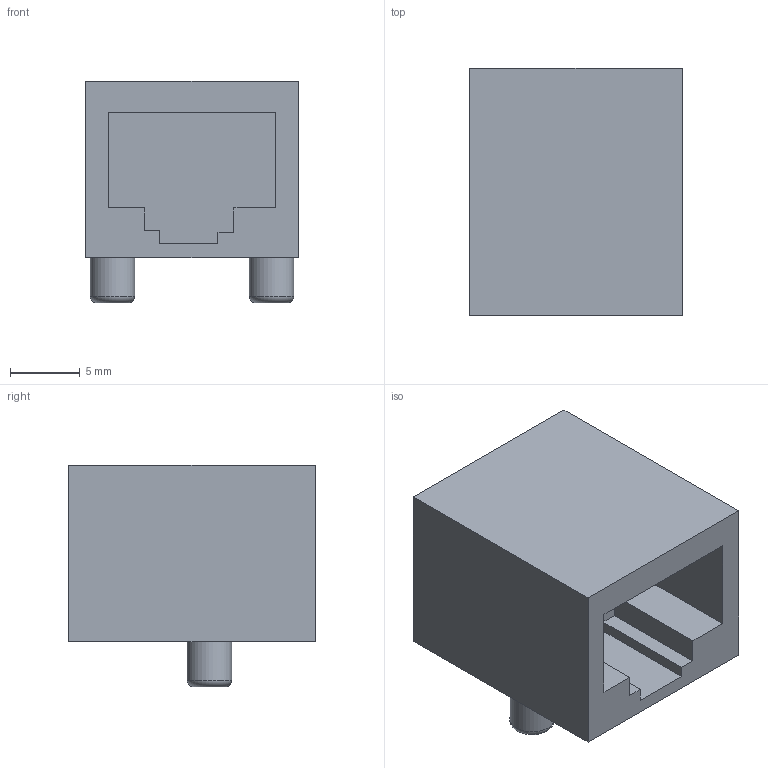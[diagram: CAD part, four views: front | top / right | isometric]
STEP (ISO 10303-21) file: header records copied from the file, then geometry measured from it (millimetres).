
FILE_DESCRIPTION(('FreeCAD Model'),'2;1');
FILE_NAME('54602-908LF.step','2019-08-11T21:45:54',('Author'),( ''),'Open CASCADE STEP processor 7.3','FreeCAD','Unknown');
FILE_SCHEMA(('AUTOMOTIVE_DESIGN { 1 0 10303 214 1 1 1 1 }'));
Length unit declared in the file: millimetre
Products named in the file (1): Fillet001
Bounding box: 15.3 x 17.74 x 15.95 mm (x, y, z)
Volume: 2721 mm3; surface area: 1786.4 mm2
Topology: 1 solids, 1 shells, 25 faces, 58 edges, 38 vertices
Faces by surface type: plane 21, cylinder 2, torus 2
Full cylindrical faces by diameter (mm): 3.2 x2
Entity records: 891 total; most frequent: CARTESIAN_POINT 122, DIRECTION 118, ORIENTED_EDGE 116, EDGE_CURVE 58, LINE 50, VECTOR 50, VERTEX_POINT 38, AXIS2_PLACEMENT_3D 34
